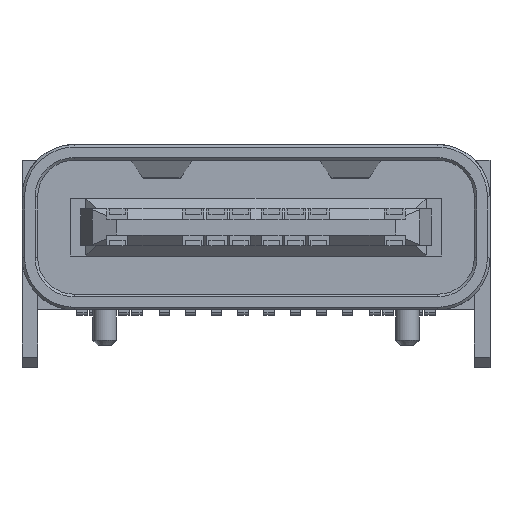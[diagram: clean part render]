
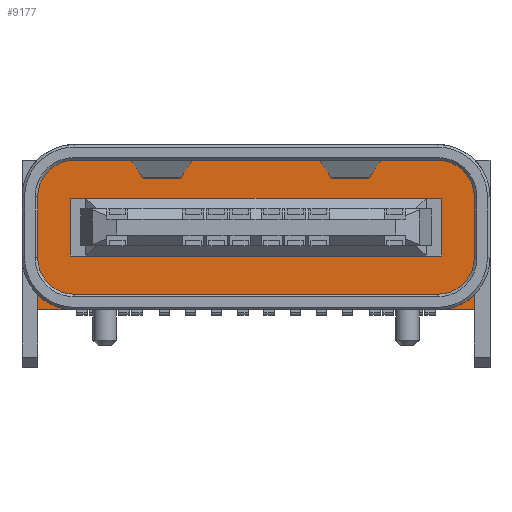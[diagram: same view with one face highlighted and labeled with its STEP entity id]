
A CAD part, front view. The second image highlights one B-rep face of the part: STEP entity #9177.
In plain terms, the highlighted planar face has unit normal (0, -1, 0).
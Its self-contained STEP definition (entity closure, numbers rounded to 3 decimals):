
#6683=DIRECTION('',(0.,0.,1.));
#6684=VECTOR('',#6683,2.16);
#6685=CARTESIAN_POINT('',(4.17,0.45,0.1));
#6686=LINE('',#6685,#6684);
#6687=CARTESIAN_POINT('',(3.47,0.45,2.26));
#6688=DIRECTION('',(0.,1.,0.));
#6689=DIRECTION('',(0.,0.,1.));
#6690=AXIS2_PLACEMENT_3D('',#6687,#6688,#6689);
#6692=DIRECTION('',(-1.,0.,0.));
#6693=VECTOR('',#6692,8.34);
#6694=CARTESIAN_POINT('',(4.17,0.45,0.1));
#6695=LINE('',#6694,#6693);
#6696=DIRECTION('',(0.,0.,1.));
#6697=VECTOR('',#6696,2.16);
#6698=CARTESIAN_POINT('',(-4.17,0.45,0.1));
#6699=LINE('',#6698,#6697);
#6700=CARTESIAN_POINT('',(-3.47,0.45,2.26));
#6701=DIRECTION('',(0.,1.,0.));
#6702=DIRECTION('',(-1.,0.,0.));
#6703=AXIS2_PLACEMENT_3D('',#6700,#6701,#6702);
#6705=DIRECTION('',(1.,0.,0.));
#6706=VECTOR('',#6705,6.94);
#6707=CARTESIAN_POINT('',(-3.47,0.45,2.96));
#6708=LINE('',#6707,#6706);
#6709=DIRECTION('',(-1.,0.,0.));
#6710=VECTOR('',#6709,7.1);
#6711=CARTESIAN_POINT('',(3.55,0.45,2.23));
#6712=LINE('',#6711,#6710);
#6713=DIRECTION('',(0.,0.,-1.));
#6714=VECTOR('',#6713,1.1);
#6715=CARTESIAN_POINT('',(-3.55,0.45,2.23));
#6716=LINE('',#6715,#6714);
#6717=DIRECTION('',(1.,0.,0.));
#6718=VECTOR('',#6717,7.1);
#6719=CARTESIAN_POINT('',(-3.55,0.45,1.13));
#6720=LINE('',#6719,#6718);
#8186=DIRECTION('',(0.,0.,-1.));
#8187=VECTOR('',#8186,1.1);
#8188=CARTESIAN_POINT('',(3.55,0.45,2.23));
#8189=LINE('',#8188,#8187);
#8250=CARTESIAN_POINT('',(-4.17,0.45,0.1));
#8251=VERTEX_POINT('',#8250);
#8252=CARTESIAN_POINT('',(4.17,0.45,0.1));
#8253=VERTEX_POINT('',#8252);
#8310=CARTESIAN_POINT('',(3.47,0.45,2.96));
#8311=VERTEX_POINT('',#8310);
#8312=CARTESIAN_POINT('',(-3.47,0.45,2.96));
#8313=VERTEX_POINT('',#8312);
#8336=CARTESIAN_POINT('',(4.17,0.45,2.26));
#8337=VERTEX_POINT('',#8336);
#8338=CARTESIAN_POINT('',(-4.17,0.45,2.26));
#8339=VERTEX_POINT('',#8338);
#8340=CARTESIAN_POINT('',(3.55,0.45,2.23));
#8341=CARTESIAN_POINT('',(-3.55,0.45,2.23));
#8342=VERTEX_POINT('',#8340);
#8343=VERTEX_POINT('',#8341);
#8344=CARTESIAN_POINT('',(-3.55,0.45,1.13));
#8345=VERTEX_POINT('',#8344);
#8346=CARTESIAN_POINT('',(3.55,0.45,1.13));
#8347=VERTEX_POINT('',#8346);
#9152=CARTESIAN_POINT('',(-4.17,0.45,11.514));
#9153=DIRECTION('',(0.,-1.,0.));
#9154=DIRECTION('',(0.,0.,1.));
#9155=AXIS2_PLACEMENT_3D('',#9152,#9153,#9154);
#9156=PLANE('',#9155);
#9157=ORIENTED_EDGE('',*,*,#9131,.T.);
#9158=ORIENTED_EDGE('',*,*,#9146,.F.);
#9159=ORIENTED_EDGE('',*,*,#8847,.T.);
#9161=ORIENTED_EDGE('',*,*,#9160,.T.);
#9163=ORIENTED_EDGE('',*,*,#9162,.T.);
#9164=ORIENTED_EDGE('',*,*,#8932,.T.);
#9165=EDGE_LOOP('',(#9157,#9158,#9159,#9161,#9163,#9164));
#9166=FACE_OUTER_BOUND('',#9165,.F.);
#9168=ORIENTED_EDGE('',*,*,#9167,.T.);
#9170=ORIENTED_EDGE('',*,*,#9169,.T.);
#9172=ORIENTED_EDGE('',*,*,#9171,.T.);
#9174=ORIENTED_EDGE('',*,*,#9173,.F.);
#9175=EDGE_LOOP('',(#9168,#9170,#9172,#9174));
#9176=FACE_BOUND('',#9175,.F.);
#9177=ADVANCED_FACE('',(#9166,#9176),#9156,.T.);
#6691=CIRCLE('',#6690,0.7);
#6704=CIRCLE('',#6703,0.7);
#8847=EDGE_CURVE('',#8253,#8251,#6695,.T.);
#8932=EDGE_CURVE('',#8313,#8311,#6708,.T.);
#9131=EDGE_CURVE('',#8311,#8337,#6691,.T.);
#9146=EDGE_CURVE('',#8253,#8337,#6686,.T.);
#9160=EDGE_CURVE('',#8251,#8339,#6699,.T.);
#9162=EDGE_CURVE('',#8339,#8313,#6704,.T.);
#9167=EDGE_CURVE('',#8342,#8343,#6712,.T.);
#9169=EDGE_CURVE('',#8343,#8345,#6716,.T.);
#9171=EDGE_CURVE('',#8345,#8347,#6720,.T.);
#9173=EDGE_CURVE('',#8342,#8347,#8189,.T.);
